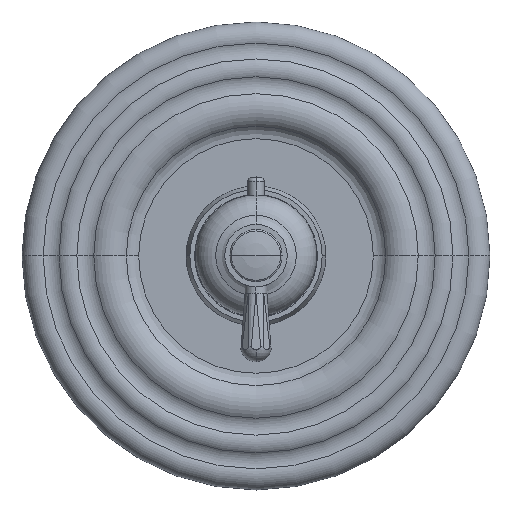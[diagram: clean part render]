
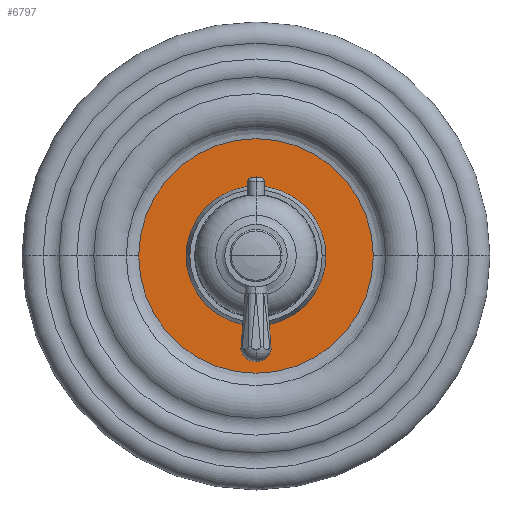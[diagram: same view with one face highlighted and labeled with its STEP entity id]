
A CAD part, top view. The second image highlights one B-rep face of the part: STEP entity #6797.
In plain terms, the highlighted planar face has unit normal (0, 0, 1).
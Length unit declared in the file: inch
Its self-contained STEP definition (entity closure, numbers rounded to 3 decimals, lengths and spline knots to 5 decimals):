
#120=CARTESIAN_POINT('',(0.,0.,0.31244));
#121=DIRECTION('',(0.,0.,-1.));
#122=DIRECTION('',(1.,0.,0.));
#123=AXIS2_PLACEMENT_3D('',#120,#121,#122);
#130=CARTESIAN_POINT('',(0.,0.,0.31244));
#131=DIRECTION('',(0.,0.,-1.));
#132=DIRECTION('',(-1.,0.,0.));
#133=AXIS2_PLACEMENT_3D('',#130,#131,#132);
#135=CARTESIAN_POINT('',(0.,0.,0.31244));
#136=DIRECTION('',(0.,0.,-1.));
#137=DIRECTION('',(1.,0.,0.));
#138=AXIS2_PLACEMENT_3D('',#135,#136,#137);
#140=CARTESIAN_POINT('',(0.,0.,0.31244));
#141=DIRECTION('',(0.,0.,1.));
#142=DIRECTION('',(1.,0.,0.));
#143=AXIS2_PLACEMENT_3D('',#140,#141,#142);
#5562=CARTESIAN_POINT('',(1.87952,0.,0.31244));
#5563=CARTESIAN_POINT('',(-1.87952,0.,0.31244));
#5564=VERTEX_POINT('',#5562);
#5565=VERTEX_POINT('',#5563);
#5570=CARTESIAN_POINT('',(-1.12,0.,0.31244));
#5571=CARTESIAN_POINT('',(1.12,0.,0.31244));
#5572=VERTEX_POINT('',#5570);
#5573=VERTEX_POINT('',#5571);
#6781=CARTESIAN_POINT('',(0.,0.,0.31244));
#6782=DIRECTION('',(0.,0.,-1.));
#6783=DIRECTION('',(-1.,0.,0.));
#6784=AXIS2_PLACEMENT_3D('',#6781,#6782,#6783);
#6785=PLANE('',#6784);
#6786=ORIENTED_EDGE('',*,*,#6771,.T.);
#6788=ORIENTED_EDGE('',*,*,#6787,.F.);
#6789=EDGE_LOOP('',(#6786,#6788));
#6790=FACE_OUTER_BOUND('',#6789,.F.);
#6792=ORIENTED_EDGE('',*,*,#6791,.F.);
#6794=ORIENTED_EDGE('',*,*,#6793,.F.);
#6795=EDGE_LOOP('',(#6792,#6794));
#6796=FACE_BOUND('',#6795,.F.);
#6797=ADVANCED_FACE('',(#6790,#6796),#6785,.F.);
#124=CIRCLE('',#123,1.87952);
#134=CIRCLE('',#133,1.12);
#139=CIRCLE('',#138,1.12);
#144=CIRCLE('',#143,1.87952);
#6771=EDGE_CURVE('',#5564,#5565,#124,.T.);
#6787=EDGE_CURVE('',#5564,#5565,#144,.T.);
#6791=EDGE_CURVE('',#5572,#5573,#134,.T.);
#6793=EDGE_CURVE('',#5573,#5572,#139,.T.);
